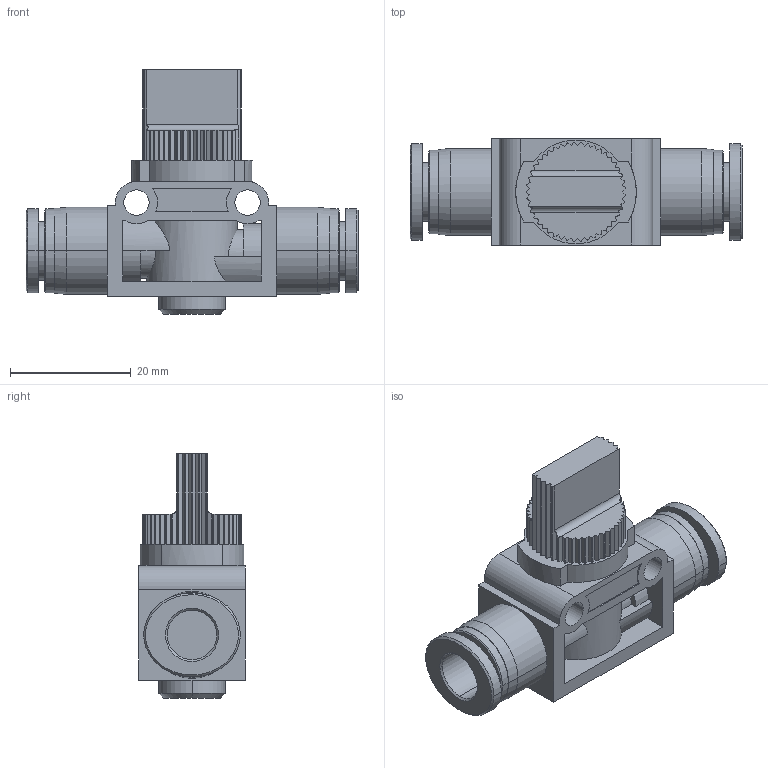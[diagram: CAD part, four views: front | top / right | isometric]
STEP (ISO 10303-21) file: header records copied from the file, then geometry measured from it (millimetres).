
FILE_DESCRIPTION((''),'2;1');
FILE_NAME('HVFF0808.stp','2017-07-25T09:27:15',(''),(''),'Mechanical Desktop 2009','Mechanical Desktop 2009',', , ');
FILE_SCHEMA(('CONFIG_CONTROL_DESIGN'));
Length unit declared in the file: millimetre
Products named in the file (6): HVFF0808A; HVFF0808; ÇÚµé; COLLAR-08L; ÇÚµéºÎºÐ; COLLAR-06L
Assembly tree (5 placements, depth 3):
  HVFF0808A
    HVFF0808
    ÇÚµé
      COLLAR-08L
    ÇÚµéºÎºÐ
      COLLAR-06L
Bounding box: 55 x 17.6 x 40.5 mm (x, y, z)
Volume: 12451.5 mm3; surface area: 7322.2 mm2
Topology: 1 solids, 1 shells, 256 faces, 712 edges, 470 vertices
Faces by surface type: plane 143, cylinder 93, cone 14, bspline 6
Entity records: 9099 total; most frequent: CARTESIAN_POINT 2214, ORIENTED_EDGE 1424, DIRECTION 1414, EDGE_CURVE 712, VECTOR 474, LINE 474, AXIS2_PLACEMENT_3D 470, VERTEX_POINT 470
